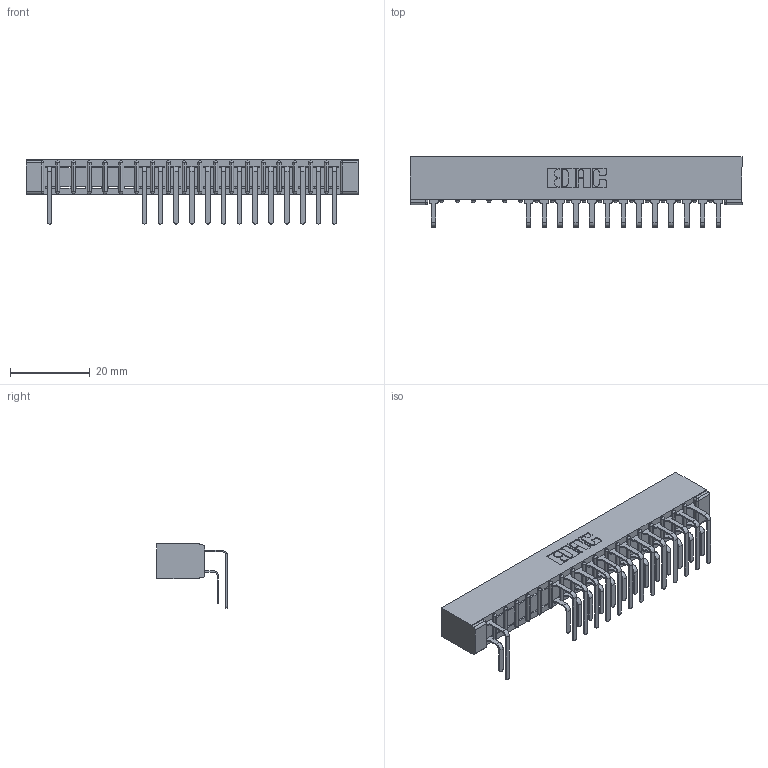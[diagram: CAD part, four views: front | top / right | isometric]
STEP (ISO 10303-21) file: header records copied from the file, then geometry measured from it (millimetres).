
FILE_DESCRIPTION (( 'STEP AP203' ), '1' );
FILE_NAME ('357-019-559-101.STEP', '2018-08-08T06:37:51', ( '' ), ( '' ), 'SwSTEP 2.0', 'SolidWorks 2016', '' );
FILE_SCHEMA (( 'CONFIG_CONTROL_DESIGN' ));
Length unit declared in the file: inch
Products named in the file (4): 357-019-559-101; 307 Part_No Mounting Lugs; 307-290-001_558 559 - 1 (Single); 307-290-001_559 - 2 (Single)
Assembly tree (29 placements, depth 2):
  357-019-559-101
    307 Part_No Mounting Lugs
    307-290-001_558 559 - 1 (Single)  x14
    307-290-001_559 - 2 (Single)  x14
Bounding box: 83.16 x 17.69 x 16.08 mm (x, y, z)
Volume: 5667.6 mm3; surface area: 10258.8 mm2
Topology: 29 solids, 29 shells, 1630 faces, 4595 edges, 2970 vertices
Faces by surface type: plane 1050, cylinder 540, sphere 40
Entity records: 20581 total; most frequent: CARTESIAN_POINT 3415, ORIENTED_EDGE 3390, DIRECTION 3343, EDGE_CURVE 1695, VECTOR 1291, LINE 1291, VERTEX_POINT 1098, AXIS2_PLACEMENT_3D 1026
